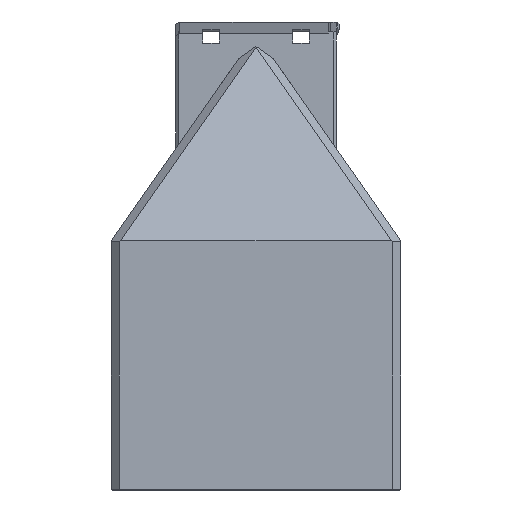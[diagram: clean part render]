
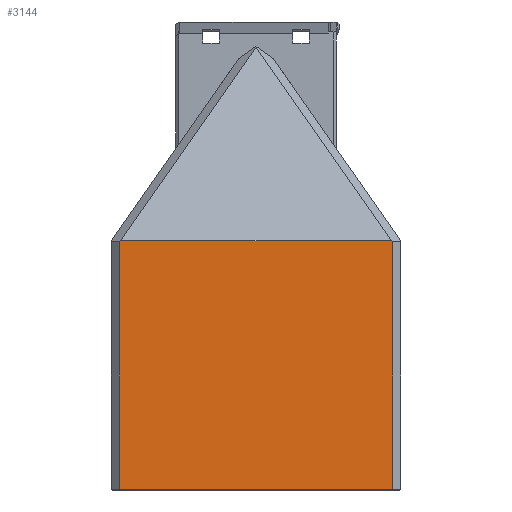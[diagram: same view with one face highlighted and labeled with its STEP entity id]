
A CAD part, front view. The second image highlights one B-rep face of the part: STEP entity #3144.
In plain terms, the highlighted planar face has unit normal (0, -1, 0).
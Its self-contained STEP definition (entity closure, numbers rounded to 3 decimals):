
#245=FACE_OUTER_BOUND('',#426,.T.);
#426=EDGE_LOOP('',(#2227,#2228,#2229,#2230,#2231,#2232));
#662=LINE('',#4404,#1004);
#674=LINE('',#4426,#1016);
#676=LINE('',#4430,#1018);
#677=LINE('',#4432,#1019);
#678=LINE('',#4434,#1020);
#679=LINE('',#4435,#1021);
#1004=VECTOR('',#3657,10.);
#1016=VECTOR('',#3683,10.);
#1018=VECTOR('',#3687,10.);
#1019=VECTOR('',#3688,10.);
#1020=VECTOR('',#3689,10.);
#1021=VECTOR('',#3690,10.);
#1316=VERTEX_POINT('',#4402);
#1317=VERTEX_POINT('',#4403);
#1320=VERTEX_POINT('',#4425);
#1321=VERTEX_POINT('',#4429);
#1322=VERTEX_POINT('',#4431);
#1323=VERTEX_POINT('',#4433);
#1651=EDGE_CURVE('',#1316,#1317,#662,.T.);
#1663=EDGE_CURVE('',#1317,#1320,#674,.T.);
#1665=EDGE_CURVE('',#1321,#1316,#676,.T.);
#1666=EDGE_CURVE('',#1322,#1321,#677,.T.);
#1667=EDGE_CURVE('',#1322,#1323,#678,.T.);
#1668=EDGE_CURVE('',#1320,#1323,#679,.T.);
#2227=ORIENTED_EDGE('',*,*,#1651,.F.);
#2228=ORIENTED_EDGE('',*,*,#1665,.F.);
#2229=ORIENTED_EDGE('',*,*,#1666,.F.);
#2230=ORIENTED_EDGE('',*,*,#1667,.T.);
#2231=ORIENTED_EDGE('',*,*,#1668,.F.);
#2232=ORIENTED_EDGE('',*,*,#1663,.F.);
#3015=PLANE('',#3340);
#3144=ADVANCED_FACE('',(#245),#3015,.F.);
#3340=AXIS2_PLACEMENT_3D('',#4428,#3685,#3686);
#3657=DIRECTION('',(-1.,0.,0.));
#3683=DIRECTION('',(0.,0.,1.));
#3685=DIRECTION('center_axis',(0.,1.,0.));
#3686=DIRECTION('ref_axis',(0.,0.,-1.));
#3687=DIRECTION('',(0.,0.,-1.));
#3688=DIRECTION('',(0.814,0.,-0.581));
#3689=DIRECTION('',(-1.,0.,0.));
#3690=DIRECTION('',(0.814,0.,0.581));
#4402=CARTESIAN_POINT('',(85.,-90.,-64.5));
#4403=CARTESIAN_POINT('',(-85.,-90.,-64.5));
#4404=CARTESIAN_POINT('',(0.,-90.,-64.5));
#4425=CARTESIAN_POINT('',(-85.,-90.,89.454));
#4426=CARTESIAN_POINT('',(-85.,-90.,0.));
#4428=CARTESIAN_POINT('Origin',(0.,-90.,0.));
#4429=CARTESIAN_POINT('',(85.,-90.,89.454));
#4430=CARTESIAN_POINT('',(85.,-90.,0.));
#4431=CARTESIAN_POINT('',(84.236,-90.,90.));
#4432=CARTESIAN_POINT('',(64.63,-90.,104.));
#4433=CARTESIAN_POINT('',(-84.236,-90.,90.));
#4434=CARTESIAN_POINT('',(0.,-90.,90.));
#4435=CARTESIAN_POINT('',(-64.63,-90.,104.));
